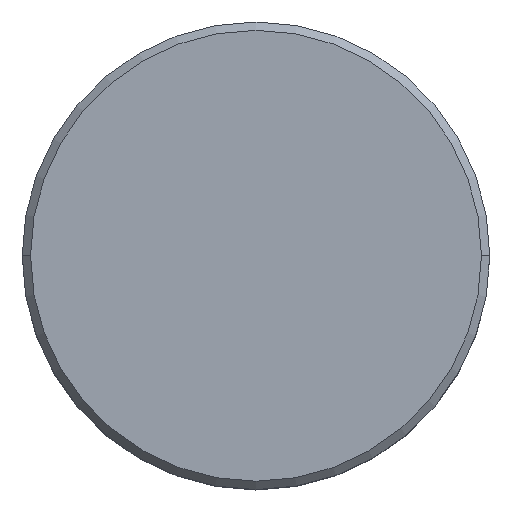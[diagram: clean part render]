
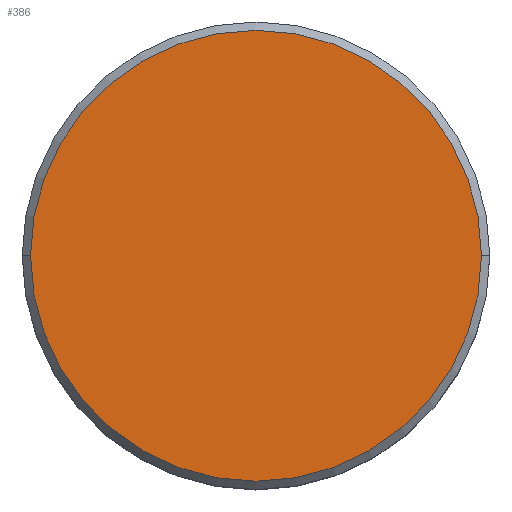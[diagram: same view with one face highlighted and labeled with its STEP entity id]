
A CAD part, top view. The second image highlights one B-rep face of the part: STEP entity #386.
In plain terms, the highlighted planar face has unit normal (0, 0, 1).
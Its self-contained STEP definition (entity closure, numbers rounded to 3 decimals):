
#32 = ORIENTED_EDGE ( 'NONE', *, *, #362, .T. ) ;
#100 = ORIENTED_EDGE ( 'NONE', *, *, #173, .T. ) ;
#103 = AXIS2_PLACEMENT_3D ( 'NONE', #348, #240, #277 ) ;
#144 = CIRCLE ( 'NONE', #214, 13.5 ) ;
#169 = FACE_OUTER_BOUND ( 'NONE', #218, .T. ) ;
#173 = EDGE_CURVE ( 'NONE', #202, #423, #144, .T. ) ;
#194 = CARTESIAN_POINT ( 'NONE',  ( 0., 0., 0. ) ) ;
#202 = VERTEX_POINT ( 'NONE', #440 ) ;
#214 = AXIS2_PLACEMENT_3D ( 'NONE', #194, #297, #336 ) ;
#218 = EDGE_LOOP ( 'NONE', ( #100, #32 ) ) ;
#227 = CIRCLE ( 'NONE', #458, 13.5 ) ;
#240 = DIRECTION ( 'NONE',  ( 0., 0., 1. ) ) ;
#276 = PLANE ( 'NONE',  #103 ) ;
#277 = DIRECTION ( 'NONE',  ( 1., 0., 0. ) ) ;
#297 = DIRECTION ( 'NONE',  ( 0., 0., 1. ) ) ;
#308 = DIRECTION ( 'NONE',  ( 0., 0., 1. ) ) ;
#336 = DIRECTION ( 'NONE',  ( 1., 0., 0. ) ) ;
#348 = CARTESIAN_POINT ( 'NONE',  ( 0., 0., 0. ) ) ;
#362 = EDGE_CURVE ( 'NONE', #423, #202, #227, .T. ) ;
#386 = ADVANCED_FACE ( 'NONE', ( #169 ), #276, .T. ) ;
#403 = CARTESIAN_POINT ( 'NONE',  ( 13.5, 0., 0. ) ) ;
#413 = DIRECTION ( 'NONE',  ( 1., 0., 0. ) ) ;
#423 = VERTEX_POINT ( 'NONE', #403 ) ;
#440 = CARTESIAN_POINT ( 'NONE',  ( -13.5, 0., 0. ) ) ;
#453 = CARTESIAN_POINT ( 'NONE',  ( 0., 0., 0. ) ) ;
#458 = AXIS2_PLACEMENT_3D ( 'NONE', #453, #308, #413 ) ;
